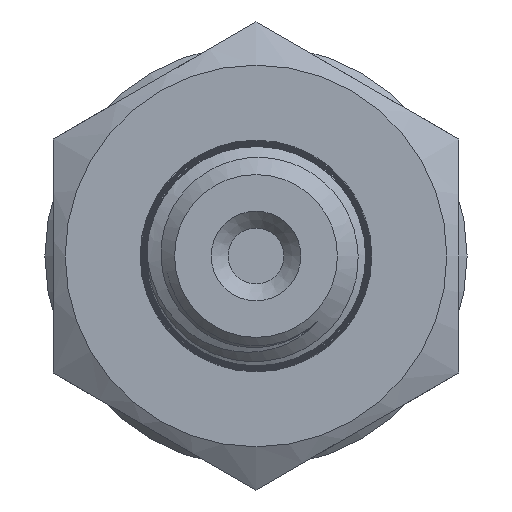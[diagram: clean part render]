
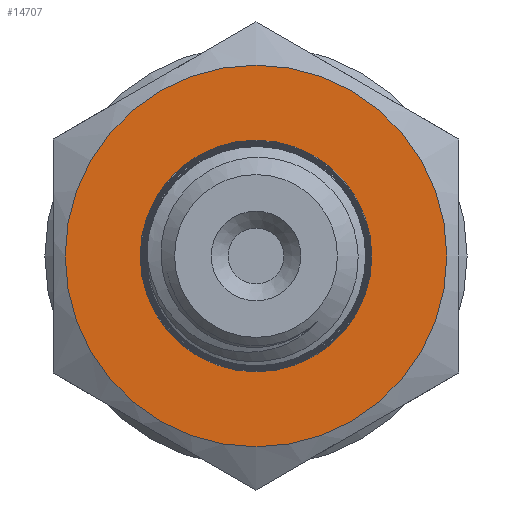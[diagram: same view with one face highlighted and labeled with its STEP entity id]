
A CAD part, left-side view. The second image highlights one B-rep face of the part: STEP entity #14707.
In plain terms, the highlighted planar face has unit normal (-1, 0, 0).
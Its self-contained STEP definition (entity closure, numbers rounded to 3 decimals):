
#154=PLANE('',#15490);
#405=FACE_BOUND('',#2075,.T.);
#1246=FACE_OUTER_BOUND('',#2074,.T.);
#2074=EDGE_LOOP('',(#11693));
#2075=EDGE_LOOP('',(#11694));
#2573=CIRCLE('',#15246,6.86);
#2693=CIRCLE('',#15481,11.3);
#5933=VERTEX_POINT('',#20584);
#6576=VERTEX_POINT('',#41533);
#7485=EDGE_CURVE('',#5933,#5933,#2573,.T.);
#8429=EDGE_CURVE('',#6576,#6576,#2693,.T.);
#11693=ORIENTED_EDGE('',*,*,#8429,.T.);
#11694=ORIENTED_EDGE('',*,*,#7485,.T.);
#14707=ADVANCED_FACE('',(#1246,#405),#154,.T.);
#15246=AXIS2_PLACEMENT_3D('',#20585,#16132,#16133);
#15481=AXIS2_PLACEMENT_3D('',#41535,#16969,#16970);
#15490=AXIS2_PLACEMENT_3D('',#41552,#16994,#16995);
#16132=DIRECTION('center_axis',(1.,0.,0.));
#16133=DIRECTION('ref_axis',(0.,0.,-1.));
#16969=DIRECTION('center_axis',(-1.,0.,0.));
#16970=DIRECTION('ref_axis',(0.,1.,0.));
#16994=DIRECTION('center_axis',(-1.,0.,0.));
#16995=DIRECTION('ref_axis',(0.,0.,1.));
#20584=CARTESIAN_POINT('',(14.,-6.86,0.));
#20585=CARTESIAN_POINT('Origin',(14.,0.,0.));
#41533=CARTESIAN_POINT('',(14.,-11.3,0.));
#41535=CARTESIAN_POINT('Origin',(14.,0.,0.));
#41552=CARTESIAN_POINT('Origin',(14.,12.,0.));
